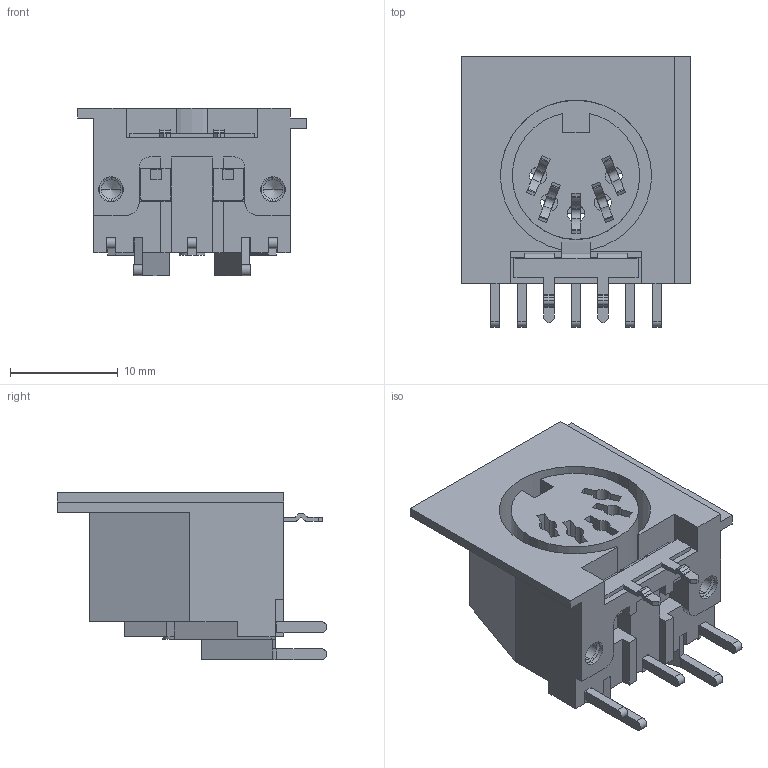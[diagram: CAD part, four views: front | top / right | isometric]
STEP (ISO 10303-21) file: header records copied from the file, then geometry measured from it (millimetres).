
FILE_DESCRIPTION (( 'STEP AP214' ), '1' );
FILE_NAME ('DIN5_PCB_DELTRON_671-0500.STEP', '2013-04-20T18:37:07', ( '' ), ( '' ), 'SwSTEP 2.0', 'SolidWorks 2012', '' );
FILE_SCHEMA (( 'AUTOMOTIVE_DESIGN' ));
Length unit declared in the file: millimetre
Products named in the file (9): DIN5_PCB_DELTRON_SHIELD; DIN5_PCB_DELTRON_FIX; DIN5_PCB_DELTRON_PIN1; DIN5_PCB_DELTRON_PIN4; DIN5_PCB_DELTRON_PIN3; DIN5_PCB_DELTRON_PIN5; DIN5_PCB_DELTRON_PIN2; DIN5_PCB_DELTRON_BODY; DIN5_PCB_DELTRON_671-0500
Assembly tree (8 placements, depth 2):
  DIN5_PCB_DELTRON_671-0500
    DIN5_PCB_DELTRON_BODY
    DIN5_PCB_DELTRON_PIN2
    DIN5_PCB_DELTRON_PIN5
    DIN5_PCB_DELTRON_PIN3
    DIN5_PCB_DELTRON_PIN4
    DIN5_PCB_DELTRON_PIN1
    DIN5_PCB_DELTRON_FIX
    DIN5_PCB_DELTRON_SHIELD
Bounding box: 21.2 x 25 x 15.5 mm (x, y, z)
Volume: 3145.6 mm3; surface area: 4614.9 mm2
Topology: 8 solids, 8 shells, 402 faces, 1130 edges, 744 vertices
Faces by surface type: plane 293, cylinder 91, bspline 10, cone 8
Entity records: 17676 total; most frequent: CARTESIAN_POINT 2373, ORIENTED_EDGE 2252, DIRECTION 2102, EDGE_CURVE 1126, LINE 916, VECTOR 916, VERTEX_POINT 744, AXIS2_PLACEMENT_3D 593
